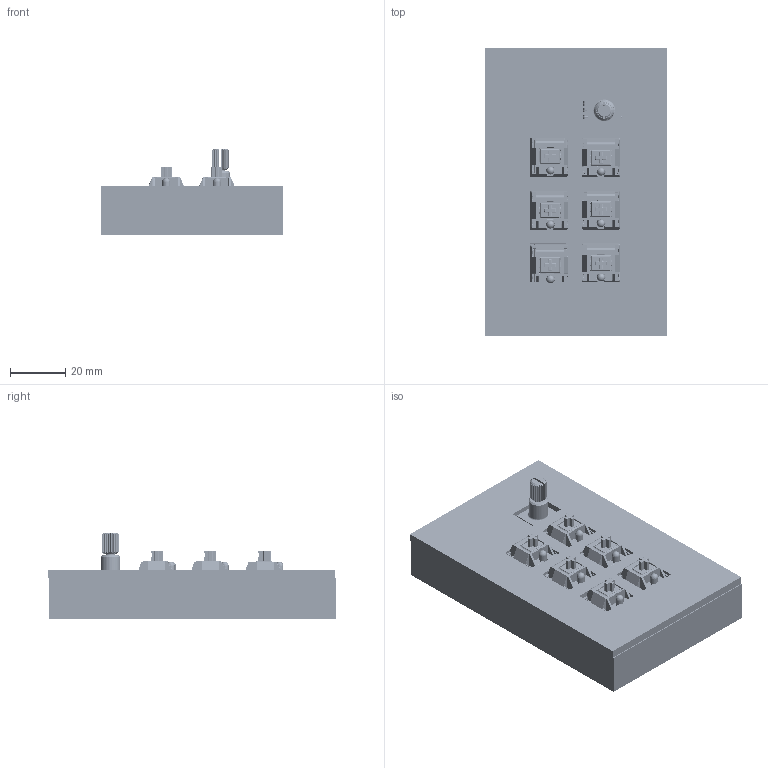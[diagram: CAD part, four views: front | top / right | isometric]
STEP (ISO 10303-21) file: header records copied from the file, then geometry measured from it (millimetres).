
FILE_DESCRIPTION(/* description */ ('STEP AP242 Edition 2','CAx-IF Rec.Pracs.---Representation and Presentation of Product Manufacturing Information (PMI)---4.0---2014-10-13','CAx-IF Rec.Pracs.---3D Tessellated Geometry---0.4---2014-09-14','2;1','CAx-IF Rec.Pracs.---User Defined Attributes---1.5---2016-08-15'),/* implementation_level */ '2;1');
FILE_NAME(/* name */ '6996627e6ff4824731a198c0',/* time_stamp */ '2026-02-19T01:08:15Z',/* author */ (''),/* organization */ (''),/* preprocessor_version */ 'ST-DEVELOPER v20',/* originating_system */ 'ONSHAPE BY PTC INC, 1.210',/* authorisation */ ' ');
FILE_SCHEMA (('AP242_MANAGED_MODEL_BASED_3D_ENGINEERING_MIM_LF { 1 0 10303 442 3 1 4 }'));
Products named in the file (27): Assembly 1; Led 3mm_trans; Pulsador; Pin2; Pin1; Part 10; Part 19; Pieza5^Cherry MX; ��ת������EC11E-05SW; Part 8; Bottom; Top; Part 12; Part 16; Part 7; Part 18; Part 13; Part 5; Part 15; Part 17; Part 4; Part 14; Part 6; spMacropad_PCB; Part 11; Part 9
Assembly tree (66 placements, depth 2):
  Assembly 1
    Led 3mm_trans  x6
    Pulsador  x6
    Pin2  x6
    Pin1  x6
    Part 10
    Part 19
    Pieza5^Cherry MX  x6
    ��ת������EC11E-05SW
    Part 8
    Bottom  x6
    Led 3mm_trans  x6
    Top  x6
    Part 12
    Part 16
    Part 7
    Part 18
    Part 13
    Part 5
    Part 15
    Part 17
    Part 4
    Part 14
    Part 6
    spMacropad_PCB
    Part 11
    Part 9
Bounding box: 65.88 x 104.08 x 31.4 mm (x, y, z)
Volume: 93989.4 mm3; surface area: 85663.6 mm2
Topology: 66 solids, 66 shells, 8996 faces, 22154 edges, 12642 vertices
Faces by surface type: cylinder 3577, plane 3454, torus 822, sphere 798, bspline 302, cone 43
Full cylindrical faces by diameter (mm): 0.8 x24, 1 x31, 1.5 x12, 1.6 x24, 1.7 x12, 2 x6, 2.6 x6, 2.83 x12, 2.9 x6, 3.2 x6, 3.3 x1, 3.5 x1, 3.51 x1, 3.8 x6, 4 x7, 4.8 x6, 7 x1
Entity records: 71766 total; most frequent: CARTESIAN_POINT 14032, DIRECTION 11262, ORIENTED_EDGE 10810, EDGE_CURVE 5405, AXIS2_PLACEMENT_3D 3869, LINE 3524, VECTOR 3524, VERTEX_POINT 3371
